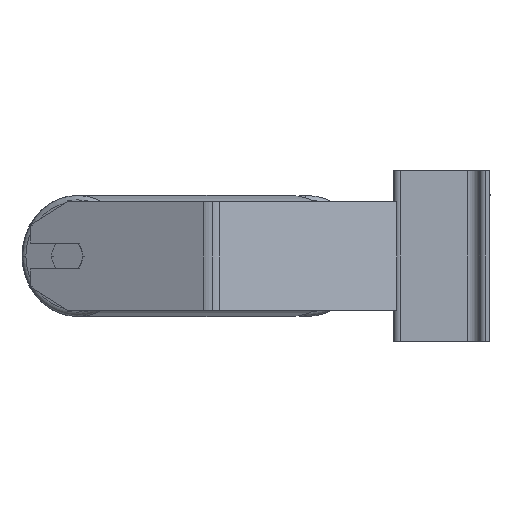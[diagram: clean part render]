
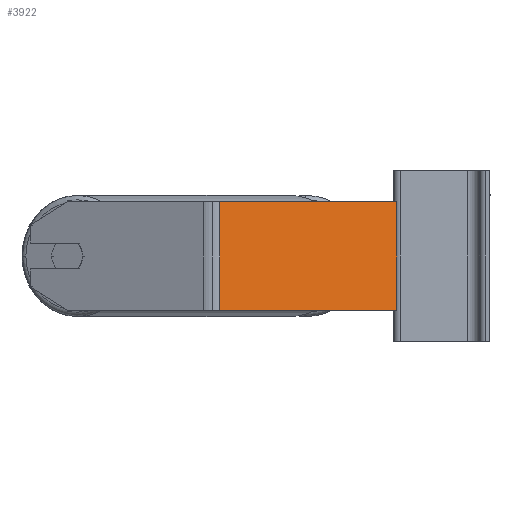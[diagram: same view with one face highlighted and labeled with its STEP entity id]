
A CAD part, left-side view. The second image highlights one B-rep face of the part: STEP entity #3922.
In plain terms, the highlighted planar face has unit normal (-0.94, -0.342, 0).
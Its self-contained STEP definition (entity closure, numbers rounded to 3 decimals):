
#918 = DIRECTION ( 'NONE',  ( 0.342, -0.94, 0. ) ) ;
#1863 = VERTEX_POINT ( 'NONE', #6922 ) ;
#2314 = DIRECTION ( 'NONE',  ( 0.94, 0.342, 0. ) ) ;
#2686 = CARTESIAN_POINT ( 'NONE',  ( -634.863, 146.03, 40. ) ) ;
#2984 = VECTOR ( 'NONE', #918, 1000. ) ;
#3344 = EDGE_CURVE ( 'NONE', #10058, #1863, #10340, .T. ) ;
#3485 = VECTOR ( 'NONE', #3623, 1000. ) ;
#3623 = DIRECTION ( 'NONE',  ( 0., 0., -1. ) ) ;
#3903 = DIRECTION ( 'NONE',  ( 0., 0., -1. ) ) ;
#3922 = ADVANCED_FACE ( 'NONE', ( #9835 ), #6389, .F. ) ;
#4397 = CARTESIAN_POINT ( 'NONE',  ( -634.863, 146.03, -40. ) ) ;
#4454 = LINE ( 'NONE', #7745, #7260 ) ;
#4780 = EDGE_LOOP ( 'NONE', ( #7586, #7833, #7506, #6760 ) ) ;
#4830 = CARTESIAN_POINT ( 'NONE',  ( -637.13, 152.258, 40. ) ) ;
#5036 = EDGE_CURVE ( 'NONE', #7316, #1863, #4454, .T. ) ;
#5286 = EDGE_CURVE ( 'NONE', #9678, #7316, #6009, .T. ) ;
#6000 = LINE ( 'NONE', #2686, #3485 ) ;
#6009 = LINE ( 'NONE', #9284, #2984 ) ;
#6073 = CARTESIAN_POINT ( 'NONE',  ( -587.518, 15.948, 40. ) ) ;
#6337 = DIRECTION ( 'NONE',  ( -0.342, 0.94, 0. ) ) ;
#6389 = PLANE ( 'NONE',  #6555 ) ;
#6555 = AXIS2_PLACEMENT_3D ( 'NONE', #4830, #2314, #6337 ) ;
#6760 = ORIENTED_EDGE ( 'NONE', *, *, #7702, .T. ) ;
#6922 = CARTESIAN_POINT ( 'NONE',  ( -587.518, 15.948, -40. ) ) ;
#7080 = VECTOR ( 'NONE', #8568, 1000. ) ;
#7260 = VECTOR ( 'NONE', #3903, 1000. ) ;
#7316 = VERTEX_POINT ( 'NONE', #6073 ) ;
#7506 = ORIENTED_EDGE ( 'NONE', *, *, #5286, .F. ) ;
#7586 = ORIENTED_EDGE ( 'NONE', *, *, #3344, .T. ) ;
#7702 = EDGE_CURVE ( 'NONE', #9678, #10058, #6000, .T. ) ;
#7745 = CARTESIAN_POINT ( 'NONE',  ( -587.518, 15.948, 40. ) ) ;
#7833 = ORIENTED_EDGE ( 'NONE', *, *, #5036, .F. ) ;
#8348 = CARTESIAN_POINT ( 'NONE',  ( -634.863, 146.03, 40. ) ) ;
#8568 = DIRECTION ( 'NONE',  ( 0.342, -0.94, 0. ) ) ;
#8618 = CARTESIAN_POINT ( 'NONE',  ( -637.13, 152.258, -40. ) ) ;
#9284 = CARTESIAN_POINT ( 'NONE',  ( -637.13, 152.258, 40. ) ) ;
#9678 = VERTEX_POINT ( 'NONE', #8348 ) ;
#9835 = FACE_OUTER_BOUND ( 'NONE', #4780, .T. ) ;
#10058 = VERTEX_POINT ( 'NONE', #4397 ) ;
#10340 = LINE ( 'NONE', #8618, #7080 ) ;
